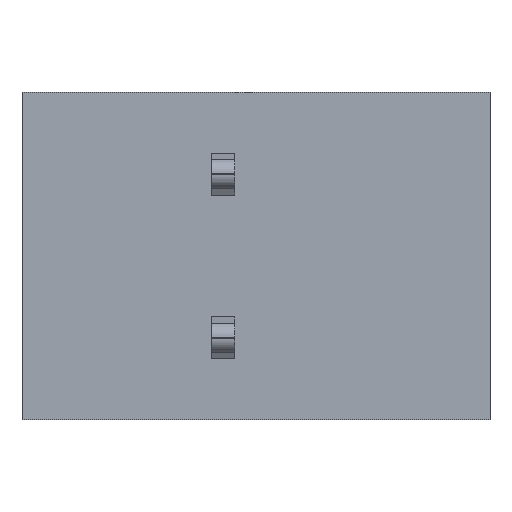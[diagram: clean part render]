
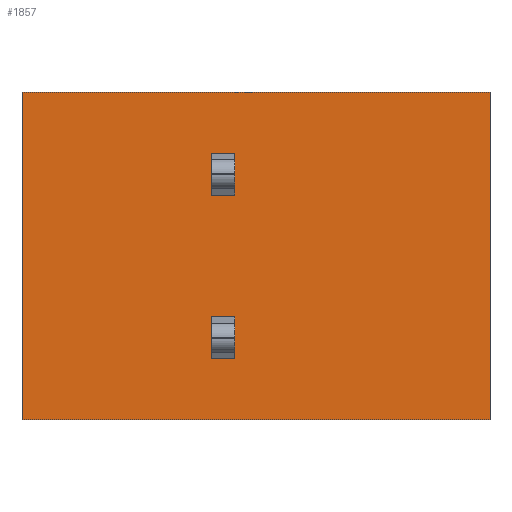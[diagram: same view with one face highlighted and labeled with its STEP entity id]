
A CAD part, front view. The second image highlights one B-rep face of the part: STEP entity #1857.
In plain terms, the highlighted planar face has unit normal (0, -1, 0).
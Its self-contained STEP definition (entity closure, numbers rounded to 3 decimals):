
#30=DIRECTION('',(1.,0.,0.));
#31=VECTOR('',#30,10.);
#32=CARTESIAN_POINT('',(-5.,-4.75,-5.25));
#33=LINE('',#32,#31);
#83=DIRECTION('',(0.,0.,1.));
#84=VECTOR('',#83,7.);
#85=CARTESIAN_POINT('',(5.,-4.75,-5.25));
#86=LINE('',#85,#84);
#119=DIRECTION('',(0.,0.,1.));
#120=VECTOR('',#119,7.);
#121=CARTESIAN_POINT('',(-5.,-4.75,-5.25));
#122=LINE('',#121,#120);
#123=DIRECTION('',(0.,0.,1.));
#124=VECTOR('',#123,0.9);
#125=CARTESIAN_POINT('',(-0.45,-4.75,-0.45));
#126=LINE('',#125,#124);
#127=DIRECTION('',(-1.,0.,0.));
#128=VECTOR('',#127,0.5);
#129=CARTESIAN_POINT('',(-0.45,-4.75,0.45));
#130=LINE('',#129,#128);
#131=DIRECTION('',(0.,0.,1.));
#132=VECTOR('',#131,0.9);
#133=CARTESIAN_POINT('',(-0.95,-4.75,-0.45));
#134=LINE('',#133,#132);
#135=DIRECTION('',(-1.,0.,0.));
#136=VECTOR('',#135,0.5);
#137=CARTESIAN_POINT('',(-0.45,-4.75,-0.45));
#138=LINE('',#137,#136);
#139=DIRECTION('',(0.,0.,1.));
#140=VECTOR('',#139,0.9);
#141=CARTESIAN_POINT('',(-0.45,-4.75,-3.95));
#142=LINE('',#141,#140);
#143=DIRECTION('',(-1.,0.,0.));
#144=VECTOR('',#143,0.5);
#145=CARTESIAN_POINT('',(-0.45,-4.75,-3.05));
#146=LINE('',#145,#144);
#147=DIRECTION('',(0.,0.,1.));
#148=VECTOR('',#147,0.9);
#149=CARTESIAN_POINT('',(-0.95,-4.75,-3.95));
#150=LINE('',#149,#148);
#151=DIRECTION('',(-1.,0.,0.));
#152=VECTOR('',#151,0.5);
#153=CARTESIAN_POINT('',(-0.45,-4.75,-3.95));
#154=LINE('',#153,#152);
#240=DIRECTION('',(1.,0.,0.));
#241=VECTOR('',#240,10.);
#242=CARTESIAN_POINT('',(-5.,-4.75,1.75));
#243=LINE('',#242,#241);
#1301=CARTESIAN_POINT('',(-5.,-4.75,-5.25));
#1302=VERTEX_POINT('',#1301);
#1303=CARTESIAN_POINT('',(5.,-4.75,-5.25));
#1304=VERTEX_POINT('',#1303);
#1319=CARTESIAN_POINT('',(-5.,-4.75,1.75));
#1320=VERTEX_POINT('',#1319);
#1321=CARTESIAN_POINT('',(5.,-4.75,1.75));
#1322=VERTEX_POINT('',#1321);
#1433=CARTESIAN_POINT('',(-0.45,-4.75,-0.45));
#1434=CARTESIAN_POINT('',(-0.45,-4.75,0.45));
#1435=VERTEX_POINT('',#1433);
#1436=VERTEX_POINT('',#1434);
#1437=CARTESIAN_POINT('',(-0.95,-4.75,-0.45));
#1438=CARTESIAN_POINT('',(-0.95,-4.75,0.45));
#1439=VERTEX_POINT('',#1437);
#1440=VERTEX_POINT('',#1438);
#1465=CARTESIAN_POINT('',(-0.45,-4.75,-3.95));
#1466=CARTESIAN_POINT('',(-0.45,-4.75,-3.05));
#1467=VERTEX_POINT('',#1465);
#1468=VERTEX_POINT('',#1466);
#1469=CARTESIAN_POINT('',(-0.95,-4.75,-3.95));
#1470=CARTESIAN_POINT('',(-0.95,-4.75,-3.05));
#1471=VERTEX_POINT('',#1469);
#1472=VERTEX_POINT('',#1470);
#1824=CARTESIAN_POINT('',(-5.,-4.75,-5.25));
#1825=DIRECTION('',(0.,-1.,0.));
#1826=DIRECTION('',(1.,0.,0.));
#1827=AXIS2_PLACEMENT_3D('',#1824,#1825,#1826);
#1828=PLANE('',#1827);
#1829=ORIENTED_EDGE('',*,*,#1700,.F.);
#1831=ORIENTED_EDGE('',*,*,#1830,.T.);
#1833=ORIENTED_EDGE('',*,*,#1832,.T.);
#1834=ORIENTED_EDGE('',*,*,#1796,.F.);
#1835=EDGE_LOOP('',(#1829,#1831,#1833,#1834));
#1836=FACE_OUTER_BOUND('',#1835,.F.);
#1838=ORIENTED_EDGE('',*,*,#1837,.T.);
#1840=ORIENTED_EDGE('',*,*,#1839,.T.);
#1842=ORIENTED_EDGE('',*,*,#1841,.F.);
#1844=ORIENTED_EDGE('',*,*,#1843,.F.);
#1845=EDGE_LOOP('',(#1838,#1840,#1842,#1844));
#1846=FACE_BOUND('',#1845,.F.);
#1848=ORIENTED_EDGE('',*,*,#1847,.T.);
#1850=ORIENTED_EDGE('',*,*,#1849,.T.);
#1852=ORIENTED_EDGE('',*,*,#1851,.F.);
#1854=ORIENTED_EDGE('',*,*,#1853,.F.);
#1855=EDGE_LOOP('',(#1848,#1850,#1852,#1854));
#1856=FACE_BOUND('',#1855,.F.);
#1700=EDGE_CURVE('',#1302,#1304,#33,.T.);
#1796=EDGE_CURVE('',#1304,#1322,#86,.T.);
#1830=EDGE_CURVE('',#1302,#1320,#122,.T.);
#1832=EDGE_CURVE('',#1320,#1322,#243,.T.);
#1837=EDGE_CURVE('',#1435,#1436,#126,.T.);
#1839=EDGE_CURVE('',#1436,#1440,#130,.T.);
#1841=EDGE_CURVE('',#1439,#1440,#134,.T.);
#1843=EDGE_CURVE('',#1435,#1439,#138,.T.);
#1847=EDGE_CURVE('',#1467,#1468,#142,.T.);
#1849=EDGE_CURVE('',#1468,#1472,#146,.T.);
#1851=EDGE_CURVE('',#1471,#1472,#150,.T.);
#1853=EDGE_CURVE('',#1467,#1471,#154,.T.);
#1857=ADVANCED_FACE('',(#1836,#1846,#1856),#1828,.T.);
